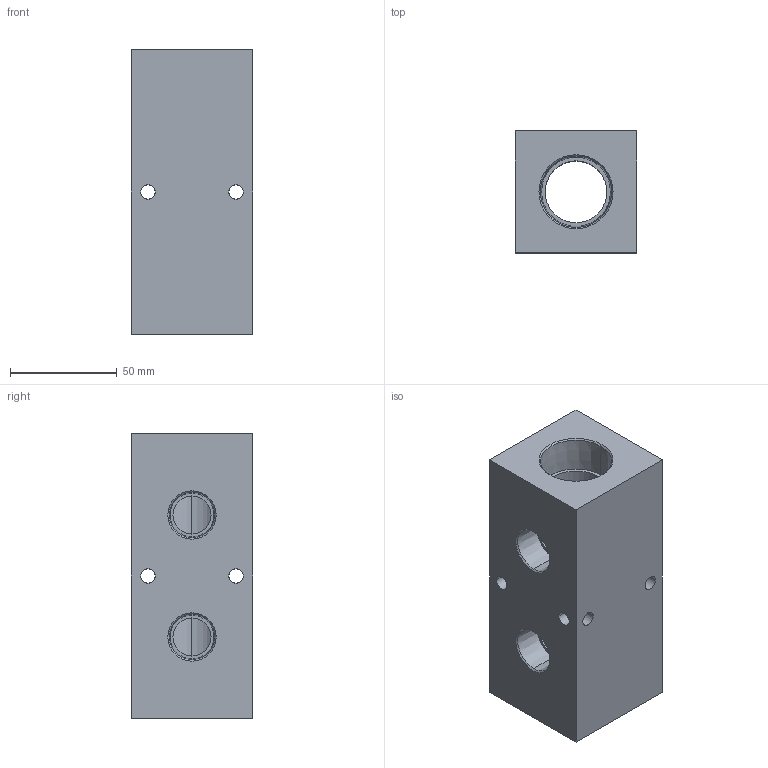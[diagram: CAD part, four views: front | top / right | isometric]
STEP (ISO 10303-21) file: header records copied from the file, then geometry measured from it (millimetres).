
FILE_DESCRIPTION (( 'STEP AP203' ), '1' );
FILE_NAME ('MRA-2GE-90.step', '2015-12-02T21:07:57', ( '' ), ( '' ), 'SwSTEP 2.0', 'SolidWorks 2015', '' );
FILE_SCHEMA (( 'CONFIG_CONTROL_DESIGN' ));
Length unit declared in the file: inch
Products named in the file (1): MRA-2GE-90
Bounding box: 57.15 x 57.15 x 133.35 mm (x, y, z)
Volume: 313712.8 mm3; surface area: 53678.3 mm2
Topology: 1 solids, 1 shells, 70 faces, 176 edges, 104 vertices
Faces by surface type: cylinder 34, cone 24, plane 12
Entity records: 2547 total; most frequent: CARTESIAN_POINT 815, ORIENTED_EDGE 352, DIRECTION 342, EDGE_CURVE 176, AXIS2_PLACEMENT_3D 135, VERTEX_POINT 104, EDGE_LOOP 92, LINE 72
